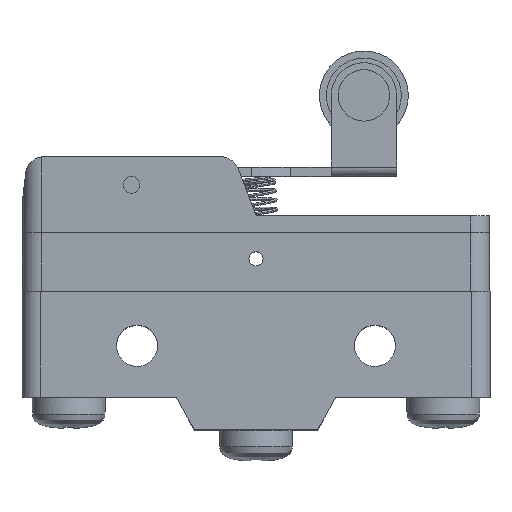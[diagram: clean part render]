
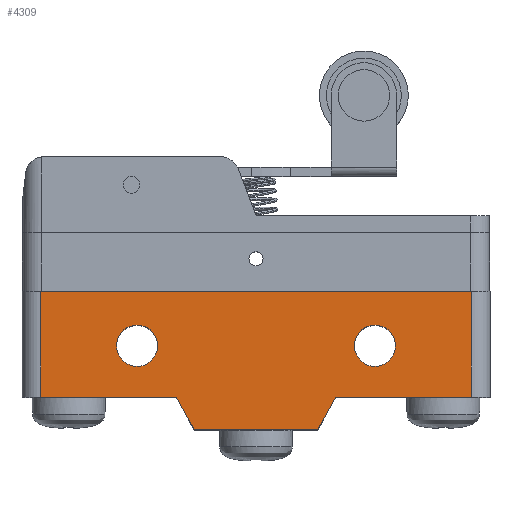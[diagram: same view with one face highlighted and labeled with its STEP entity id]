
A CAD part, top view. The second image highlights one B-rep face of the part: STEP entity #4309.
In plain terms, the highlighted planar face has unit normal (0, 0, 1).
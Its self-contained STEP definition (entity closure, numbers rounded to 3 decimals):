
#6=DIRECTION('',(1.,0.,0.));
#7=VECTOR('',#6,13.2);
#8=CARTESIAN_POINT('',(-6.6,0.,9.));
#9=LINE('',#8,#7);
#76=CARTESIAN_POINT('',(12.7,9.,9.));
#77=DIRECTION('',(0.,0.,1.));
#78=DIRECTION('',(1.,0.,0.));
#79=AXIS2_PLACEMENT_3D('',#76,#77,#78);
#81=CARTESIAN_POINT('',(12.7,9.,9.));
#82=DIRECTION('',(0.,0.,1.));
#83=DIRECTION('',(-1.,0.,0.));
#84=AXIS2_PLACEMENT_3D('',#81,#82,#83);
#86=CARTESIAN_POINT('',(-12.7,9.,9.));
#87=DIRECTION('',(0.,0.,1.));
#88=DIRECTION('',(1.,0.,0.));
#89=AXIS2_PLACEMENT_3D('',#86,#87,#88);
#91=CARTESIAN_POINT('',(-12.7,9.,9.));
#92=DIRECTION('',(0.,0.,1.));
#93=DIRECTION('',(-1.,0.,0.));
#94=AXIS2_PLACEMENT_3D('',#91,#92,#93);
#96=DIRECTION('',(0.,-1.,0.));
#97=VECTOR('',#96,11.3);
#98=CARTESIAN_POINT('',(23.,14.8,9.));
#99=LINE('',#98,#97);
#100=DIRECTION('',(-1.,0.,0.));
#101=VECTOR('',#100,14.5);
#102=CARTESIAN_POINT('',(23.,3.5,9.));
#103=LINE('',#102,#101);
#104=DIRECTION('',(-0.477,-0.879,0.));
#105=VECTOR('',#104,3.982);
#106=CARTESIAN_POINT('',(8.5,3.5,9.));
#107=LINE('',#106,#105);
#108=DIRECTION('',(-0.477,0.879,0.));
#109=VECTOR('',#108,3.982);
#110=CARTESIAN_POINT('',(-6.6,0.,9.));
#111=LINE('',#110,#109);
#112=DIRECTION('',(1.,0.,0.));
#113=VECTOR('',#112,14.5);
#114=CARTESIAN_POINT('',(-23.,3.5,9.));
#115=LINE('',#114,#113);
#116=DIRECTION('',(0.,-1.,0.));
#117=VECTOR('',#116,11.3);
#118=CARTESIAN_POINT('',(-23.,14.8,9.));
#119=LINE('',#118,#117);
#137=DIRECTION('',(1.,0.,0.));
#138=VECTOR('',#137,46.);
#139=CARTESIAN_POINT('',(-23.,14.8,9.));
#140=LINE('',#139,#138);
#3479=CARTESIAN_POINT('',(-6.6,0.,9.));
#3481=VERTEX_POINT('',#3479);
#3483=CARTESIAN_POINT('',(6.6,0.,9.));
#3485=VERTEX_POINT('',#3483);
#3487=CARTESIAN_POINT('',(-8.5,3.5,9.));
#3488=VERTEX_POINT('',#3487);
#3489=CARTESIAN_POINT('',(8.5,3.5,9.));
#3490=VERTEX_POINT('',#3489);
#3495=CARTESIAN_POINT('',(14.9,9.,9.));
#3496=CARTESIAN_POINT('',(10.5,9.,9.));
#3497=VERTEX_POINT('',#3495);
#3498=VERTEX_POINT('',#3496);
#3499=CARTESIAN_POINT('',(-10.5,9.,9.));
#3500=CARTESIAN_POINT('',(-14.9,9.,9.));
#3501=VERTEX_POINT('',#3499);
#3502=VERTEX_POINT('',#3500);
#3539=CARTESIAN_POINT('',(23.,3.5,9.));
#3540=VERTEX_POINT('',#3539);
#3541=CARTESIAN_POINT('',(23.,14.8,9.));
#3542=VERTEX_POINT('',#3541);
#3575=CARTESIAN_POINT('',(-23.,14.8,9.));
#3576=CARTESIAN_POINT('',(-23.,3.5,9.));
#3577=VERTEX_POINT('',#3575);
#3578=VERTEX_POINT('',#3576);
#4277=CARTESIAN_POINT('',(-25.,0.,9.));
#4278=DIRECTION('',(0.,0.,1.));
#4279=DIRECTION('',(1.,0.,0.));
#4280=AXIS2_PLACEMENT_3D('',#4277,#4278,#4279);
#4281=PLANE('',#4280);
#4283=ORIENTED_EDGE('',*,*,#4282,.T.);
#4285=ORIENTED_EDGE('',*,*,#4284,.T.);
#4287=ORIENTED_EDGE('',*,*,#4286,.T.);
#4288=ORIENTED_EDGE('',*,*,#4198,.F.);
#4289=ORIENTED_EDGE('',*,*,#4223,.T.);
#4291=ORIENTED_EDGE('',*,*,#4290,.F.);
#4293=ORIENTED_EDGE('',*,*,#4292,.F.);
#4295=ORIENTED_EDGE('',*,*,#4294,.T.);
#4296=EDGE_LOOP('',(#4283,#4285,#4287,#4288,#4289,#4291,#4293,#4295));
#4297=FACE_OUTER_BOUND('',#4296,.F.);
#4299=ORIENTED_EDGE('',*,*,#4298,.T.);
#4301=ORIENTED_EDGE('',*,*,#4300,.T.);
#4302=EDGE_LOOP('',(#4299,#4301));
#4303=FACE_BOUND('',#4302,.F.);
#4304=ORIENTED_EDGE('',*,*,#4267,.T.);
#4306=ORIENTED_EDGE('',*,*,#4305,.T.);
#4307=EDGE_LOOP('',(#4304,#4306));
#4308=FACE_BOUND('',#4307,.F.);
#80=CIRCLE('',#79,2.2);
#85=CIRCLE('',#84,2.2);
#90=CIRCLE('',#89,2.2);
#95=CIRCLE('',#94,2.2);
#4198=EDGE_CURVE('',#3481,#3485,#9,.T.);
#4223=EDGE_CURVE('',#3481,#3488,#111,.T.);
#4267=EDGE_CURVE('',#3497,#3498,#80,.T.);
#4282=EDGE_CURVE('',#3542,#3540,#99,.T.);
#4284=EDGE_CURVE('',#3540,#3490,#103,.T.);
#4286=EDGE_CURVE('',#3490,#3485,#107,.T.);
#4290=EDGE_CURVE('',#3578,#3488,#115,.T.);
#4292=EDGE_CURVE('',#3577,#3578,#119,.T.);
#4294=EDGE_CURVE('',#3577,#3542,#140,.T.);
#4298=EDGE_CURVE('',#3501,#3502,#90,.T.);
#4300=EDGE_CURVE('',#3502,#3501,#95,.T.);
#4305=EDGE_CURVE('',#3498,#3497,#85,.T.);
#4309=ADVANCED_FACE('',(#4297,#4303,#4308),#4281,.T.);
